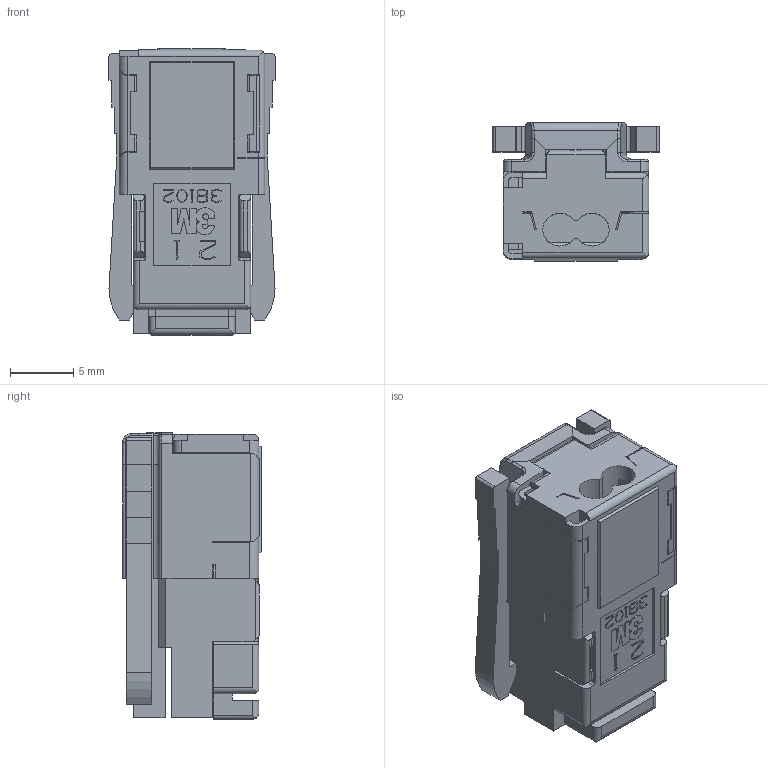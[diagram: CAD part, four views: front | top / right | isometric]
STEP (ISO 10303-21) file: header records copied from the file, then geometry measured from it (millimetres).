
FILE_DESCRIPTION(/* description */ (''),/* implementation_level */ '2;1');
FILE_NAME(/* name */ 'ELEC_Connector_38102-0018-000FL.ipt.stp',/* time_stamp */ '2016-01-07T16:38:58-08:00',/* author */ ('Autodesk Inc.'),/* organization */ ('Autodesk Inc.'),/* preprocessor_version */ 'ST-DEVELOPER v16.1',/* originating_system */ 'Autodesk Inventor 2016',/* authorisation */ '');
FILE_SCHEMA (('AUTOMOTIVE_DESIGN { 1 0 10303 214 3 1 1 }'));
Length unit declared in the file: millimetre
Products named in the file (1): ELEC_Connector_38102-0018-000FL
Bounding box: 13.1 x 10.95 x 22.6 mm (x, y, z)
Volume: 1881.6 mm3; surface area: 2852.5 mm2
Topology: 1 solids, 6 shells, 822 faces, 2457 edges, 1608 vertices
Faces by surface type: plane 680, cylinder 122, bspline 10, torus 10
Entity records: 27831 total; most frequent: CARTESIAN_POINT 5392, ORIENTED_EDGE 4914, DIRECTION 4333, EDGE_CURVE 2457, LINE 2151, VECTOR 2151, VERTEX_POINT 1608, AXIS2_PLACEMENT_3D 1091
